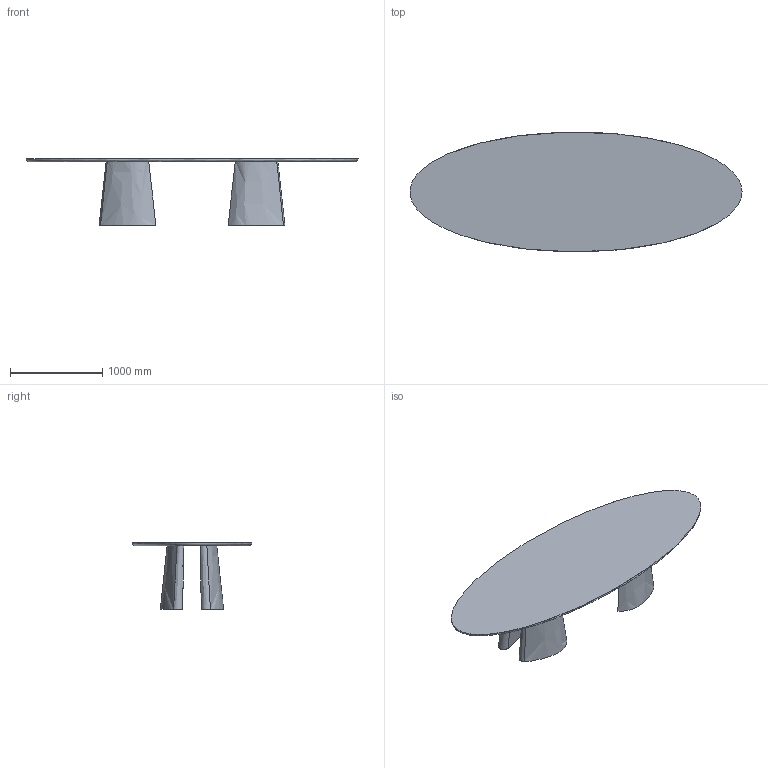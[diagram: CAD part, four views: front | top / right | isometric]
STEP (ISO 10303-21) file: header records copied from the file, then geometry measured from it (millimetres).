
FILE_DESCRIPTION(/* description */ (''),/* implementation_level */ '2;1');
FILE_NAME(/* name */ 'Bi-Ped_CB-389_3D',/* time_stamp */ '2024-06-27T13:39:31+02:00',/* author */ (''),/* organization */ (''),/* preprocessor_version */ 'ST-DEVELOPER v16.5',/* originating_system */ 'Rhino 7.34',/* authorisation */ '');
FILE_SCHEMA (('AUTOMOTIVE_DESIGN'));
Length unit declared in the file: centimetre
Products named in the file (2): Document; Bi-Ped_CB-389
Assembly tree (1 placements, depth 2):
  Document
    Bi-Ped_CB-389
Bounding box: 3599.99 x 1298.92 x 720 mm (x, y, z)
Volume: 288063748.7 mm3; surface area: 12346374.1 mm2
Topology: 7 solids, 7 shells, 42 faces, 77 edges, 51 vertices
Faces by surface type: plane 20, bspline 18, cylinder 4
Entity records: 3801 total; most frequent: CARTESIAN_POINT 3244, ORIENTED_EDGE 154, EDGE_CURVE 77, VERTEX_POINT 51, EDGE_LOOP 44, ADVANCED_FACE 42, FACE_OUTER_BOUND 42, DIRECTION 32
